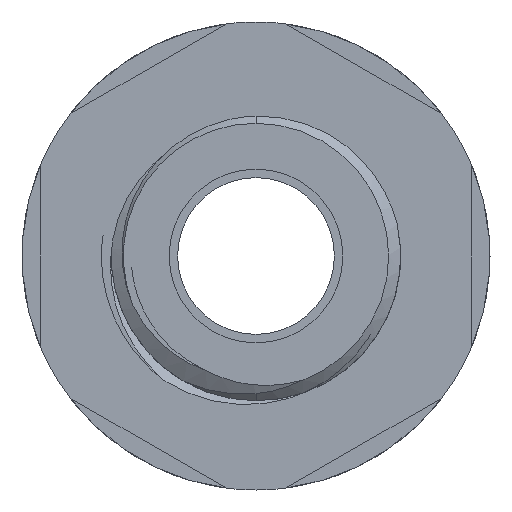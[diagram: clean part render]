
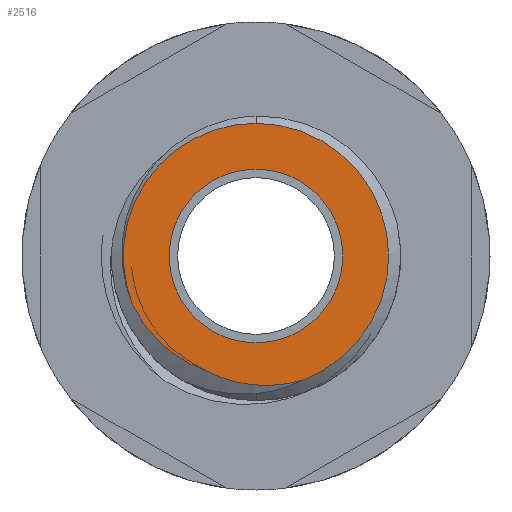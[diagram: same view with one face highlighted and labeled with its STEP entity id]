
A CAD part, front view. The second image highlights one B-rep face of the part: STEP entity #2516.
In plain terms, the highlighted planar face has unit normal (0, -1, 0).
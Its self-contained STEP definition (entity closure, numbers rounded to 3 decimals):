
#24 = CIRCLE ( 'NONE', #7608, 5.5 ) ;
#37 = CARTESIAN_POINT ( 'NONE',  ( -2.413, -8., -4.629 ) ) ;
#83 = VERTEX_POINT ( 'NONE', #10879 ) ;
#103 = PLANE ( 'NONE',  #10022 ) ;
#317 = CARTESIAN_POINT ( 'NONE',  ( 0., -8., -3.6 ) ) ;
#364 = CARTESIAN_POINT ( 'NONE',  ( 0., -8., 0. ) ) ;
#397 = CARTESIAN_POINT ( 'NONE',  ( 0.235, -8., -5.374 ) ) ;
#406 = AXIS2_PLACEMENT_3D ( 'NONE', #8724, #2758, #9640 ) ;
#538 = AXIS2_PLACEMENT_3D ( 'NONE', #364, #7394, #1378 ) ;
#643 = CARTESIAN_POINT ( 'NONE',  ( 0., -8., 0. ) ) ;
#1378 = DIRECTION ( 'NONE',  ( 0., 0., -1. ) ) ;
#1409 = CARTESIAN_POINT ( 'NONE',  ( 1.268, -8., -5.308 ) ) ;
#2121 = CIRCLE ( 'NONE', #406, 5.5 ) ;
#2218 = ORIENTED_EDGE ( 'NONE', *, *, #7147, .T. ) ;
#2407 = CARTESIAN_POINT ( 'NONE',  ( 1.944, -8., -5.145 ) ) ;
#2516 = ADVANCED_FACE ( 'NONE', ( #3655, #8943 ), #103, .F. ) ;
#2531 = EDGE_LOOP ( 'NONE', ( #3568, #6494 ) ) ;
#2553 = CARTESIAN_POINT ( 'NONE',  ( 0., -8., 0. ) ) ;
#2758 = DIRECTION ( 'NONE',  ( 0., -1., 0. ) ) ;
#2994 = CARTESIAN_POINT ( 'NONE',  ( -4.348, -8., -3.21 ) ) ;
#3353 = AXIS2_PLACEMENT_3D ( 'NONE', #3705, #10520, #4700 ) ;
#3372 = CARTESIAN_POINT ( 'NONE',  ( -1.776, -8., -4.909 ) ) ;
#3566 = DIRECTION ( 'NONE',  ( 0., 0., 1. ) ) ;
#3568 = ORIENTED_EDGE ( 'NONE', *, *, #4767, .F. ) ;
#3655 = FACE_BOUND ( 'NONE', #2531, .T. ) ;
#3682 = B_SPLINE_CURVE_WITH_KNOTS ( 'NONE', 3,
 ( #7001, #12597, #8944, #2994, #9859, #4004, #10805, #4988, #11711, #6024, #37, #7047 ),
 .UNSPECIFIED., .F., .F.,
 ( 4, 2, 2, 2, 2, 4 ),
 ( 0.001, 0.002, 0.004, 0.004, 0.005, 0.006 ),
 .UNSPECIFIED. ) ;
#3705 = CARTESIAN_POINT ( 'NONE',  ( 0., -8., 0. ) ) ;
#4004 = CARTESIAN_POINT ( 'NONE',  ( -3.728, -8., -3.812 ) ) ;
#4376 = CARTESIAN_POINT ( 'NONE',  ( -1.458, -8., -5.041 ) ) ;
#4567 = EDGE_LOOP ( 'NONE', ( #2218, #8840, #6667, #12512 ) ) ;
#4610 = VERTEX_POINT ( 'NONE', #6448 ) ;
#4700 = DIRECTION ( 'NONE',  ( 0., 0., -1. ) ) ;
#4767 = EDGE_CURVE ( 'NONE', #7454, #83, #10615, .T. ) ;
#4988 = CARTESIAN_POINT ( 'NONE',  ( -3.313, -8., -4.127 ) ) ;
#5379 = CARTESIAN_POINT ( 'NONE',  ( -0.796, -8., -5.233 ) ) ;
#5971 = EDGE_CURVE ( 'NONE', #4610, #7887, #9312, .T. ) ;
#6024 = CARTESIAN_POINT ( 'NONE',  ( -2.726, -8., -4.484 ) ) ;
#6416 = CARTESIAN_POINT ( 'NONE',  ( -0.282, -8., -5.326 ) ) ;
#6448 = CARTESIAN_POINT ( 'NONE',  ( -2.083, -8., -4.743 ) ) ;
#6494 = ORIENTED_EDGE ( 'NONE', *, *, #8066, .F. ) ;
#6667 = ORIENTED_EDGE ( 'NONE', *, *, #12154, .T. ) ;
#7001 = CARTESIAN_POINT ( 'NONE',  ( -5.103, -8., -2.052 ) ) ;
#7047 = CARTESIAN_POINT ( 'NONE',  ( -2.083, -8., -4.743 ) ) ;
#7147 = EDGE_CURVE ( 'NONE', #7887, #8870, #24, .T. ) ;
#7394 = DIRECTION ( 'NONE',  ( 0., -1., 0. ) ) ;
#7438 = CARTESIAN_POINT ( 'NONE',  ( 0.58, -8., -5.374 ) ) ;
#7454 = VERTEX_POINT ( 'NONE', #317 ) ;
#7608 = AXIS2_PLACEMENT_3D ( 'NONE', #2553, #9460, #3566 ) ;
#7887 = VERTEX_POINT ( 'NONE', #8046 ) ;
#8013 = CIRCLE ( 'NONE', #538, 3.6 ) ;
#8046 = CARTESIAN_POINT ( 'NONE',  ( 1.944, -8., -5.145 ) ) ;
#8051 = CARTESIAN_POINT ( 'NONE',  ( -5.103, -8., -2.052 ) ) ;
#8066 = EDGE_CURVE ( 'NONE', #83, #7454, #8013, .T. ) ;
#8237 = CARTESIAN_POINT ( 'NONE',  ( -2.083, -8., -4.743 ) ) ;
#8399 = CARTESIAN_POINT ( 'NONE',  ( 1.613, -8., -5.242 ) ) ;
#8651 = DIRECTION ( 'NONE',  ( 0., 0., 1. ) ) ;
#8724 = CARTESIAN_POINT ( 'NONE',  ( 0., -8., 0. ) ) ;
#8840 = ORIENTED_EDGE ( 'NONE', *, *, #12534, .T. ) ;
#8870 = VERTEX_POINT ( 'NONE', #12391 ) ;
#8943 = FACE_OUTER_BOUND ( 'NONE', #4567, .T. ) ;
#8944 = CARTESIAN_POINT ( 'NONE',  ( -4.765, -8., -2.661 ) ) ;
#9312 = B_SPLINE_CURVE_WITH_KNOTS ( 'NONE', 3,
 ( #8237, #3372, #4376, #11134, #5379, #12057, #6416, #397, #7438, #1409, #8399, #2407 ),
 .UNSPECIFIED., .F., .F.,
 ( 4, 2, 2, 2, 2, 4 ),
 ( 0., 0.001, 0.002, 0.002, 0.003, 0.004 ),
 .UNSPECIFIED. ) ;
#9460 = DIRECTION ( 'NONE',  ( 0., -1., 0. ) ) ;
#9640 = DIRECTION ( 'NONE',  ( 0., 0., 1. ) ) ;
#9859 = CARTESIAN_POINT ( 'NONE',  ( -4.115, -8., -3.464 ) ) ;
#10003 = VERTEX_POINT ( 'NONE', #8051 ) ;
#10022 = AXIS2_PLACEMENT_3D ( 'NONE', #643, #12350, #8651 ) ;
#10520 = DIRECTION ( 'NONE',  ( 0., -1., 0. ) ) ;
#10615 = CIRCLE ( 'NONE', #3353, 3.6 ) ;
#10805 = CARTESIAN_POINT ( 'NONE',  ( -3.592, -8., -3.923 ) ) ;
#10879 = CARTESIAN_POINT ( 'NONE',  ( 0., -8., 3.6 ) ) ;
#11134 = CARTESIAN_POINT ( 'NONE',  ( -0.963, -8., -5.191 ) ) ;
#11711 = CARTESIAN_POINT ( 'NONE',  ( -3.17, -8., -4.222 ) ) ;
#12057 = CARTESIAN_POINT ( 'NONE',  ( -0.455, -8., -5.3 ) ) ;
#12154 = EDGE_CURVE ( 'NONE', #10003, #4610, #3682, .T. ) ;
#12350 = DIRECTION ( 'NONE',  ( 0., 1., 0. ) ) ;
#12391 = CARTESIAN_POINT ( 'NONE',  ( 0., -8., 5.5 ) ) ;
#12512 = ORIENTED_EDGE ( 'NONE', *, *, #5971, .T. ) ;
#12534 = EDGE_CURVE ( 'NONE', #8870, #10003, #2121, .T. ) ;
#12597 = CARTESIAN_POINT ( 'NONE',  ( -4.95, -8., -2.362 ) ) ;
